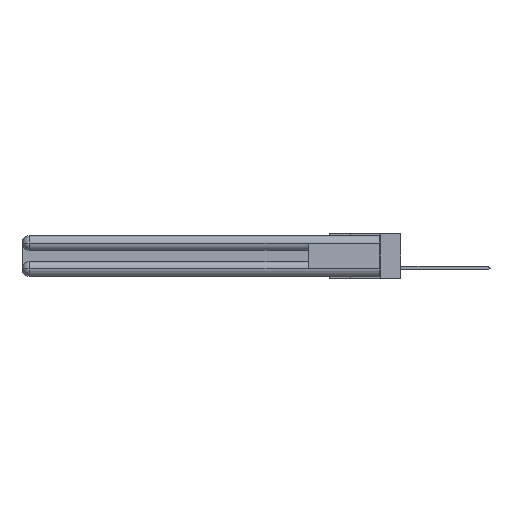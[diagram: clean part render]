
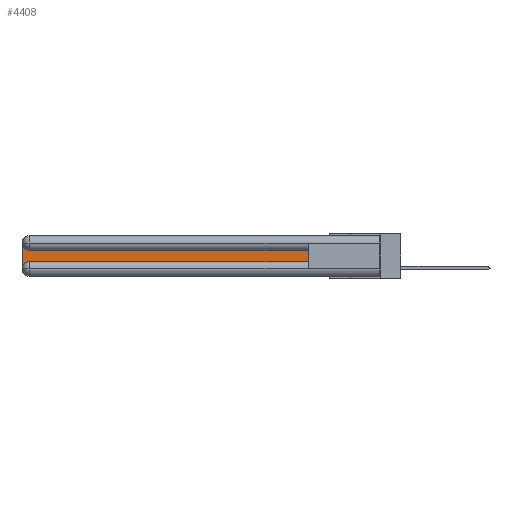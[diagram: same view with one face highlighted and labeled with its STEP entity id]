
A CAD part, left-side view. The second image highlights one B-rep face of the part: STEP entity #4408.
In plain terms, the highlighted planar face has unit normal (-1, 0, 0).
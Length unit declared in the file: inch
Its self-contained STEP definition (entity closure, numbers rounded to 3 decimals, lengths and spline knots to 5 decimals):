
#907 = VERTEX_POINT ( 'NONE', #24209 ) ;
#1091 = AXIS2_PLACEMENT_3D ( 'NONE', #23913, #2297, #11858 ) ;
#1096 = EDGE_CURVE ( 'NONE', #28512, #907, #8094, .T. ) ;
#2076 = ORIENTED_EDGE ( 'NONE', *, *, #1096, .T. ) ;
#2203 = CARTESIAN_POINT ( 'NONE',  ( 0.075, 3., -0.2175 ) ) ;
#2297 = DIRECTION ( 'NONE',  ( 1., 0., 0. ) ) ;
#3189 = VECTOR ( 'NONE', #10605, 39.37008 ) ;
#3449 = CARTESIAN_POINT ( 'NONE',  ( 0.075, 3., -0.0625 ) ) ;
#3816 = DIRECTION ( 'NONE',  ( 0., 1., 0. ) ) ;
#4356 = ORIENTED_EDGE ( 'NONE', *, *, #23204, .T. ) ;
#4408 = ADVANCED_FACE ( 'NONE', ( #7186 ), #6802, .F. ) ;
#4586 = CIRCLE ( 'NONE', #1091, 0.06 ) ;
#5053 = CIRCLE ( 'NONE', #30579, 0.06 ) ;
#6802 = PLANE ( 'NONE',  #15197 ) ;
#7186 = FACE_OUTER_BOUND ( 'NONE', #29179, .T. ) ;
#7527 = CARTESIAN_POINT ( 'NONE',  ( 0.075, 0.6, -0.2175 ) ) ;
#8094 = LINE ( 'NONE', #13796, #20003 ) ;
#8513 = CARTESIAN_POINT ( 'NONE',  ( 0.075, 0.6, -0.1225 ) ) ;
#9502 = ORIENTED_EDGE ( 'NONE', *, *, #29330, .T. ) ;
#10569 = VECTOR ( 'NONE', #23512, 39.37008 ) ;
#10605 = DIRECTION ( 'NONE',  ( 0., -1., 0. ) ) ;
#11530 = EDGE_CURVE ( 'NONE', #27788, #25909, #16559, .T. ) ;
#11571 = DIRECTION ( 'NONE',  ( 0., 0., -1. ) ) ;
#11858 = DIRECTION ( 'NONE',  ( 0., 0., -1. ) ) ;
#13796 = CARTESIAN_POINT ( 'NONE',  ( 0.075, 0.6, -0.1225 ) ) ;
#15197 = AXIS2_PLACEMENT_3D ( 'NONE', #30662, #21213, #11571 ) ;
#16007 = CARTESIAN_POINT ( 'NONE',  ( 0.075, 0.6, -0.2175 ) ) ;
#16501 = DIRECTION ( 'NONE',  ( 1., 0., 0. ) ) ;
#16559 = LINE ( 'NONE', #27051, #3189 ) ;
#16896 = LINE ( 'NONE', #2203, #10569 ) ;
#17125 = VERTEX_POINT ( 'NONE', #19933 ) ;
#18638 = VERTEX_POINT ( 'NONE', #3449 ) ;
#18871 = LINE ( 'NONE', #16007, #28182 ) ;
#18944 = CARTESIAN_POINT ( 'NONE',  ( 0.075, 2.94, -0.2175 ) ) ;
#19933 = CARTESIAN_POINT ( 'NONE',  ( 0.075, 3., -0.2775 ) ) ;
#20003 = VECTOR ( 'NONE', #3816, 39.37008 ) ;
#21213 = DIRECTION ( 'NONE',  ( 1., 0., 0. ) ) ;
#21910 = EDGE_CURVE ( 'NONE', #25909, #28512, #18871, .T. ) ;
#23087 = DIRECTION ( 'NONE',  ( 0., 0., 1. ) ) ;
#23204 = EDGE_CURVE ( 'NONE', #907, #18638, #5053, .T. ) ;
#23512 = DIRECTION ( 'NONE',  ( 0., 0., -1. ) ) ;
#23913 = CARTESIAN_POINT ( 'NONE',  ( 0.075, 2.94, -0.2775 ) ) ;
#24209 = CARTESIAN_POINT ( 'NONE',  ( 0.075, 2.94, -0.1225 ) ) ;
#25565 = EDGE_CURVE ( 'NONE', #18638, #17125, #16896, .T. ) ;
#25909 = VERTEX_POINT ( 'NONE', #7527 ) ;
#26282 = ORIENTED_EDGE ( 'NONE', *, *, #21910, .T. ) ;
#26470 = ORIENTED_EDGE ( 'NONE', *, *, #25565, .T. ) ;
#26838 = ORIENTED_EDGE ( 'NONE', *, *, #11530, .T. ) ;
#27051 = CARTESIAN_POINT ( 'NONE',  ( 0.075, 0.6, -0.2175 ) ) ;
#27392 = CARTESIAN_POINT ( 'NONE',  ( 0.075, 2.94, -0.0625 ) ) ;
#27788 = VERTEX_POINT ( 'NONE', #18944 ) ;
#28182 = VECTOR ( 'NONE', #23087, 39.37008 ) ;
#28512 = VERTEX_POINT ( 'NONE', #8513 ) ;
#29179 = EDGE_LOOP ( 'NONE', ( #2076, #4356, #26470, #9502, #26838, #26282 ) ) ;
#29330 = EDGE_CURVE ( 'NONE', #17125, #27788, #4586, .T. ) ;
#30070 = DIRECTION ( 'NONE',  ( 0., 0., -1. ) ) ;
#30579 = AXIS2_PLACEMENT_3D ( 'NONE', #27392, #16501, #30070 ) ;
#30662 = CARTESIAN_POINT ( 'NONE',  ( 0.075, 3., -0.1225 ) ) ;
